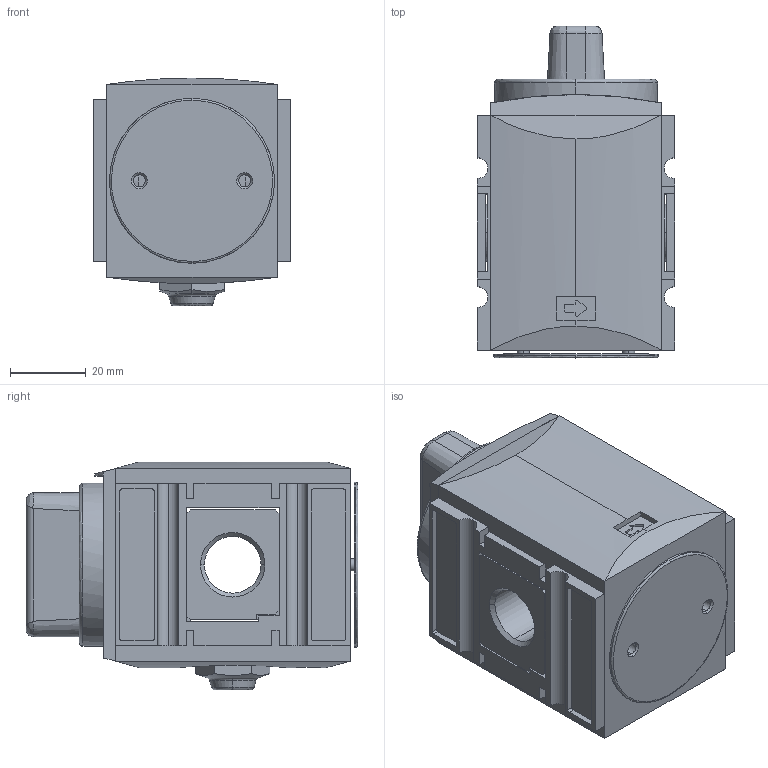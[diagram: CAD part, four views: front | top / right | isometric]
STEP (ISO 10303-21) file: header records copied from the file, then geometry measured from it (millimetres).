
FILE_DESCRIPTION (( 'STEP AP214' ), '1' );
FILE_NAME ('KN-KSOV114.STEP', '2018-08-29T10:28:33', ( '' ), ( '' ), 'SwSTEP 2.0', 'SolidWorks 2018', '' );
FILE_SCHEMA (( 'AUTOMOTIVE_DESIGN' ));
Length unit declared in the file: millimetre
Products named in the file (1): KN-KSOV114
Bounding box: 52 x 87.5 x 60.1 mm (x, y, z)
Surface area: 25178.3 mm2 (no closed solid volume)
Topology: 0 solids, 5 shells, 298 faces, 870 edges, 574 vertices
Faces by surface type: plane 189, cylinder 75, cone 20, bspline 14
Entity records: 13649 total; most frequent: CARTESIAN_POINT 2492, DIRECTION 1618, ORIENTED_EDGE 1593, EDGE_CURVE 870, LINE 604, VECTOR 604, VERTEX_POINT 574, AXIS2_PLACEMENT_3D 507
